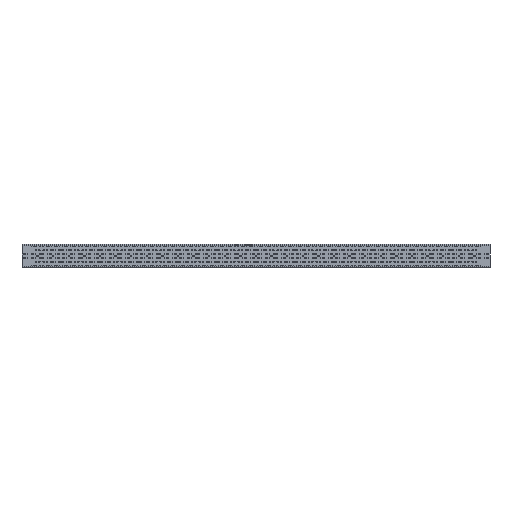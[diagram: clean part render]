
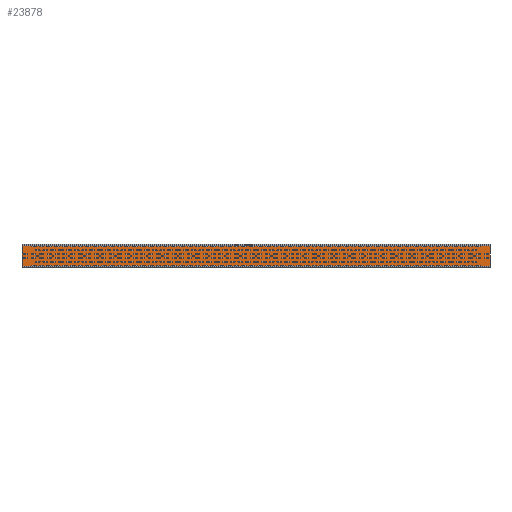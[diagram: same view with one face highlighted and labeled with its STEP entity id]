
A CAD part, top view. The second image highlights one B-rep face of the part: STEP entity #23878.
In plain terms, the highlighted planar face has unit normal (0, 0, 1).
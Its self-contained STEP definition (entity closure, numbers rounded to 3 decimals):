
#5044=FACE_OUTER_BOUND('',#6080,.T.);
#6080=EDGE_LOOP('',(#19000,#19001,#19002,#19003));
#7091=LINE('',#35912,#9039);
#7118=LINE('',#36011,#9066);
#7121=LINE('',#36020,#9069);
#7131=LINE('',#36050,#9079);
#9039=VECTOR('',#27929,1.);
#9066=VECTOR('',#28026,1.);
#9069=VECTOR('',#28035,1.);
#9079=VECTOR('',#28067,1.);
#10991=VERTEX_POINT('',#35909);
#10992=VERTEX_POINT('',#35911);
#11029=VERTEX_POINT('',#36009);
#11032=VERTEX_POINT('',#36019);
#14884=EDGE_CURVE('',#10992,#10991,#7091,.T.);
#14934=EDGE_CURVE('',#11029,#10991,#7118,.F.);
#14938=EDGE_CURVE('',#11032,#10992,#7121,.T.);
#14954=EDGE_CURVE('',#11032,#11029,#7131,.T.);
#19000=ORIENTED_EDGE('',*,*,#14934,.F.);
#19001=ORIENTED_EDGE('',*,*,#14954,.F.);
#19002=ORIENTED_EDGE('',*,*,#14938,.T.);
#19003=ORIENTED_EDGE('',*,*,#14884,.T.);
#22842=PLANE('',#24956);
#23878=ADVANCED_FACE('',(#5044),#22842,.T.);
#24956=AXIS2_PLACEMENT_3D('',#36089,#28116,#28117);
#27929=DIRECTION('',(0.,1.,0.));
#28026=DIRECTION('',(-1.,0.,0.));
#28035=DIRECTION('',(1.,0.,0.));
#28067=DIRECTION('',(0.,1.,0.));
#28116=DIRECTION('center_axis',(0.,0.,1.));
#28117=DIRECTION('ref_axis',(1.,0.,0.));
#35909=CARTESIAN_POINT('',(3173.367,49.971,-23.5));
#35911=CARTESIAN_POINT('',(3173.367,-93.029,-23.5));
#35912=CARTESIAN_POINT('',(3173.367,-21.529,-23.5));
#36009=CARTESIAN_POINT('',(143.367,49.971,-23.5));
#36011=CARTESIAN_POINT('',(1658.367,49.971,-23.5));
#36019=CARTESIAN_POINT('',(143.367,-93.029,-23.5));
#36020=CARTESIAN_POINT('',(1658.367,-93.029,-23.5));
#36050=CARTESIAN_POINT('',(143.367,-21.529,-23.5));
#36089=CARTESIAN_POINT('Origin',(1658.367,-21.529,-23.5));
